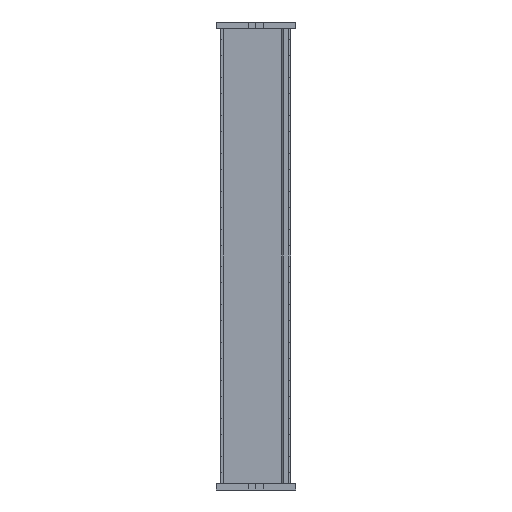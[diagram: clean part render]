
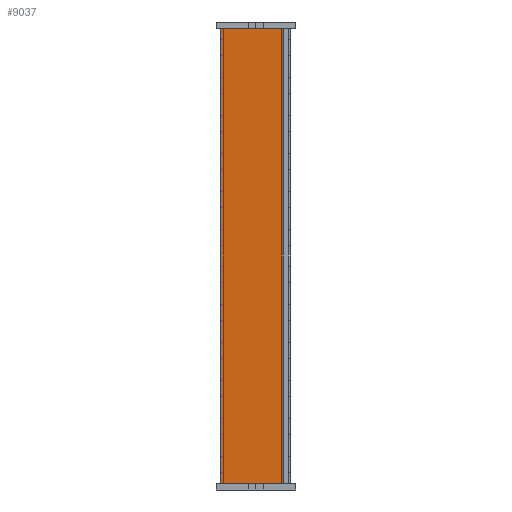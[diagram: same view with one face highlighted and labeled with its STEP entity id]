
A CAD part, left-side view. The second image highlights one B-rep face of the part: STEP entity #9037.
In plain terms, the highlighted planar face has unit normal (-0.999, 0.052, 0).
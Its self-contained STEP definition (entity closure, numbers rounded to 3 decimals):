
#182 = CARTESIAN_POINT ( 'NONE',  ( 0.306, 0., -200. ) ) ;
#439 = DIRECTION ( 'NONE',  ( 0., 0., -1. ) ) ;
#499 = ORIENTED_EDGE ( 'NONE', *, *, #11349, .F. ) ;
#580 = EDGE_CURVE ( 'NONE', #14222, #8750, #968, .T. ) ;
#968 = LINE ( 'NONE', #12838, #9907 ) ;
#1260 = VECTOR ( 'NONE', #9851, 1000. ) ;
#1323 = VECTOR ( 'NONE', #13843, 1000. ) ;
#1341 = DIRECTION ( 'NONE',  ( 0., 0., 1. ) ) ;
#1586 = EDGE_CURVE ( 'NONE', #14203, #12121, #12820, .T. ) ;
#1769 = CARTESIAN_POINT ( 'NONE',  ( -1.206, -28.852, -200. ) ) ;
#1771 = EDGE_CURVE ( 'NONE', #8750, #12121, #10933, .T. ) ;
#1847 = CARTESIAN_POINT ( 'NONE',  ( -1.258, -29.85, -200. ) ) ;
#1917 = VERTEX_POINT ( 'NONE', #10149 ) ;
#2622 = CARTESIAN_POINT ( 'NONE',  ( 0.207, -1.895, 0. ) ) ;
#2632 = VECTOR ( 'NONE', #7325, 1000. ) ;
#2886 = CARTESIAN_POINT ( 'NONE',  ( 0.312, 0.099, 0. ) ) ;
#3229 = CARTESIAN_POINT ( 'NONE',  ( 0.306, 0., -200. ) ) ;
#3316 = DIRECTION ( 'NONE',  ( 0.052, 0.999, 0. ) ) ;
#3757 = VERTEX_POINT ( 'NONE', #9915 ) ;
#3864 = CARTESIAN_POINT ( 'NONE',  ( 0.306, 0., 0. ) ) ;
#3915 = CARTESIAN_POINT ( 'NONE',  ( -1.255, -29.8, -200. ) ) ;
#4289 = PLANE ( 'NONE',  #14684 ) ;
#4830 = CARTESIAN_POINT ( 'NONE',  ( 0.306, 0., -200. ) ) ;
#4891 = VECTOR ( 'NONE', #439, 1000. ) ;
#5573 = DIRECTION ( 'NONE',  ( 0.999, -0.052, 0. ) ) ;
#5792 = EDGE_CURVE ( 'NONE', #12475, #1917, #7580, .T. ) ;
#5813 = ORIENTED_EDGE ( 'NONE', *, *, #8057, .F. ) ;
#6752 = ORIENTED_EDGE ( 'NONE', *, *, #1586, .F. ) ;
#6825 = CARTESIAN_POINT ( 'NONE',  ( 0.306, 0., -200. ) ) ;
#7160 = VERTEX_POINT ( 'NONE', #14901 ) ;
#7325 = DIRECTION ( 'NONE',  ( -0.052, -0.999, 0. ) ) ;
#7580 = LINE ( 'NONE', #1847, #13457 ) ;
#7721 = CARTESIAN_POINT ( 'NONE',  ( 0.306, 0., 0. ) ) ;
#7814 = ORIENTED_EDGE ( 'NONE', *, *, #1771, .T. ) ;
#7926 = FACE_OUTER_BOUND ( 'NONE', #13728, .T. ) ;
#8004 = LINE ( 'NONE', #3915, #4891 ) ;
#8057 = EDGE_CURVE ( 'NONE', #14222, #3757, #9207, .T. ) ;
#8750 = VERTEX_POINT ( 'NONE', #2622 ) ;
#9037 = ADVANCED_FACE ( 'NONE', ( #7926 ), #4289, .F. ) ;
#9207 = LINE ( 'NONE', #3864, #2632 ) ;
#9502 = EDGE_CURVE ( 'NONE', #7160, #14203, #13781, .T. ) ;
#9660 = VECTOR ( 'NONE', #1341, 1000. ) ;
#9851 = DIRECTION ( 'NONE',  ( 0.052, 0.999, 0. ) ) ;
#9907 = VECTOR ( 'NONE', #3316, 1000. ) ;
#9915 = CARTESIAN_POINT ( 'NONE',  ( -1.255, -29.8, 0. ) ) ;
#10149 = CARTESIAN_POINT ( 'NONE',  ( -1.255, -29.8, -200. ) ) ;
#10312 = VECTOR ( 'NONE', #10629, 1000. ) ;
#10629 = DIRECTION ( 'NONE',  ( 0.052, 0.999, 0. ) ) ;
#10933 = LINE ( 'NONE', #2886, #1260 ) ;
#11349 = EDGE_CURVE ( 'NONE', #3757, #1917, #8004, .T. ) ;
#12121 = VERTEX_POINT ( 'NONE', #7721 ) ;
#12359 = EDGE_CURVE ( 'NONE', #12475, #7160, #13838, .T. ) ;
#12475 = VERTEX_POINT ( 'NONE', #1769 ) ;
#12820 = LINE ( 'NONE', #182, #9660 ) ;
#12838 = CARTESIAN_POINT ( 'NONE',  ( 0.306, 0., 0. ) ) ;
#13366 = CARTESIAN_POINT ( 'NONE',  ( 0.306, 0., -200. ) ) ;
#13457 = VECTOR ( 'NONE', #13535, 1000. ) ;
#13458 = CARTESIAN_POINT ( 'NONE',  ( -1.206, -28.852, 0. ) ) ;
#13470 = ORIENTED_EDGE ( 'NONE', *, *, #580, .T. ) ;
#13527 = ORIENTED_EDGE ( 'NONE', *, *, #12359, .F. ) ;
#13535 = DIRECTION ( 'NONE',  ( -0.052, -0.999, 0. ) ) ;
#13728 = EDGE_LOOP ( 'NONE', ( #13470, #7814, #6752, #14215, #13527, #14276, #499, #5813 ) ) ;
#13765 = DIRECTION ( 'NONE',  ( 0.052, 0.999, 0. ) ) ;
#13781 = LINE ( 'NONE', #6825, #1323 ) ;
#13838 = LINE ( 'NONE', #4830, #10312 ) ;
#13843 = DIRECTION ( 'NONE',  ( 0.052, 0.999, 0. ) ) ;
#14203 = VERTEX_POINT ( 'NONE', #13366 ) ;
#14215 = ORIENTED_EDGE ( 'NONE', *, *, #9502, .F. ) ;
#14222 = VERTEX_POINT ( 'NONE', #13458 ) ;
#14276 = ORIENTED_EDGE ( 'NONE', *, *, #5792, .T. ) ;
#14684 = AXIS2_PLACEMENT_3D ( 'NONE', #3229, #5573, #13765 ) ;
#14901 = CARTESIAN_POINT ( 'NONE',  ( 0.207, -1.895, -200. ) ) ;
